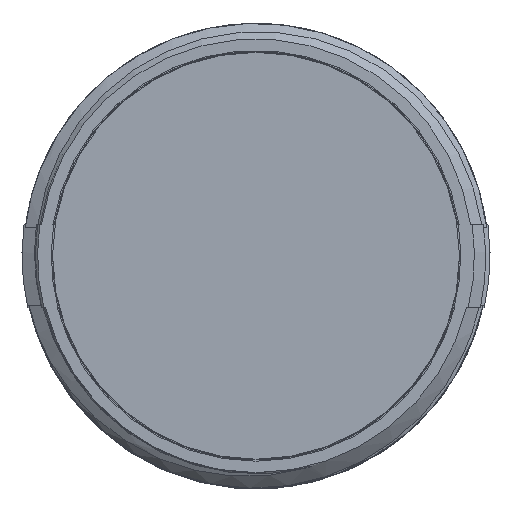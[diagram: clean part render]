
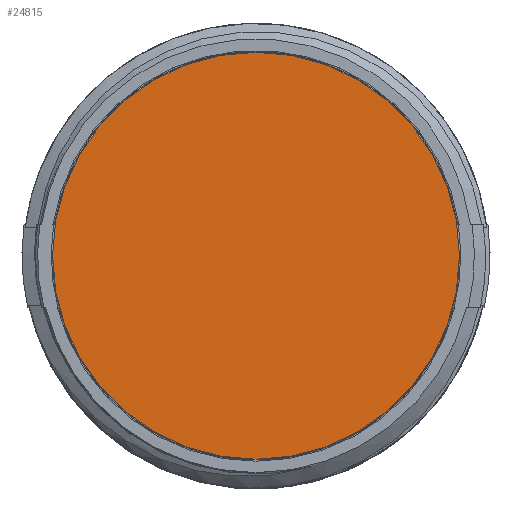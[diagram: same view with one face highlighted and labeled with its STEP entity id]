
A CAD part, top view. The second image highlights one B-rep face of the part: STEP entity #24815.
In plain terms, the highlighted planar face has unit normal (0, 0, 1).
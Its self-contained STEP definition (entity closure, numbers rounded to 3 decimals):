
#8659=CARTESIAN_POINT('',(0.,0.,0.));
#8660=DIRECTION('',(0.,0.,-1.));
#8661=DIRECTION('',(-1.,0.,0.));
#8662=AXIS2_PLACEMENT_3D('',#8659,#8660,#8661);
#8667=CARTESIAN_POINT('',(0.,0.,0.));
#8668=DIRECTION('',(0.,0.,-1.));
#8669=DIRECTION('',(1.,0.,0.));
#8670=AXIS2_PLACEMENT_3D('',#8667,#8668,#8669);
#17672=CARTESIAN_POINT('',(-7.825,0.,0.));
#17673=CARTESIAN_POINT('',(7.825,0.,0.));
#17674=VERTEX_POINT('',#17672);
#17675=VERTEX_POINT('',#17673);
#24806=CARTESIAN_POINT('',(0.,0.,0.));
#24807=DIRECTION('',(0.,0.,-1.));
#24808=DIRECTION('',(-1.,0.,0.));
#24809=AXIS2_PLACEMENT_3D('',#24806,#24807,#24808);
#24810=PLANE('',#24809);
#24811=ORIENTED_EDGE('',*,*,#24786,.T.);
#24812=ORIENTED_EDGE('',*,*,#24800,.T.);
#24813=EDGE_LOOP('',(#24811,#24812));
#24814=FACE_OUTER_BOUND('',#24813,.F.);
#24815=ADVANCED_FACE('',(#24814),#24810,.F.);
#8663=CIRCLE('',#8662,7.825);
#8671=CIRCLE('',#8670,7.825);
#24786=EDGE_CURVE('',#17674,#17675,#8663,.T.);
#24800=EDGE_CURVE('',#17675,#17674,#8671,.T.);
